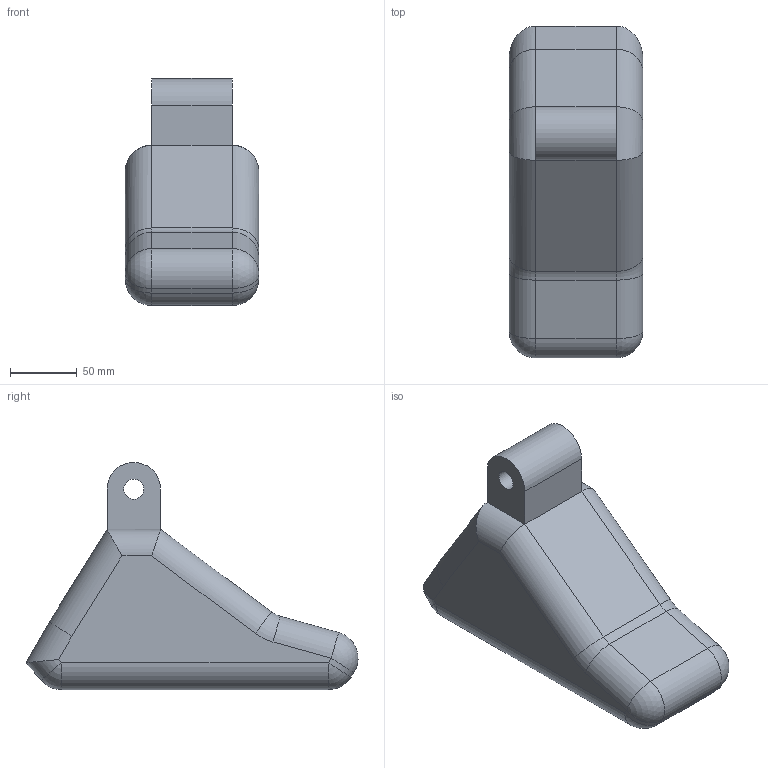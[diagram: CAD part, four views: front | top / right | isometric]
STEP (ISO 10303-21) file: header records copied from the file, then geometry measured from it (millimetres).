
FILE_DESCRIPTION(/* description */ ('STEP AP242','CAx-IF Rec.Pracs.---Representation and Presentation of Product Manufacturing Information (PMI)---4.0---2014-10-13','CAx-IF Rec.Pracs.---3D Tessellated Geometry---0.4---2014-09-14','2;1'),/* implementation_level */ '2;1');
FILE_NAME(/* name */ '67034788590f0c32bac2ec90',/* time_stamp */ '2024-10-07T02:29:28Z',/* author */ (''),/* organization */ (''),/* preprocessor_version */ 'ST-DEVELOPER v20',/* originating_system */ ' ',/* authorisation */ ' ');
FILE_SCHEMA (('AP242_MANAGED_MODEL_BASED_3D_ENGINEERING_MIM_LF { 1 0 10303 442 1 1 4 }'));
Length unit declared in the file: metre
Products named in the file (1): Part 1
Bounding box: 100 x 248.45 x 170 mm (x, y, z)
Volume: 1922919.4 mm3; surface area: 99631 mm2
Topology: 1 solids, 1 shells, 43 faces, 95 edges, 48 vertices
Faces by surface type: cylinder 22, plane 13, sphere 6, torus 2
Full cylindrical faces by diameter (mm): 15 x1
Entity records: 1130 total; most frequent: DIRECTION 214, CARTESIAN_POINT 180, ORIENTED_EDGE 176, EDGE_CURVE 88, AXIS2_PLACEMENT_3D 82, LINE 50, VECTOR 50, VERTEX_POINT 48
